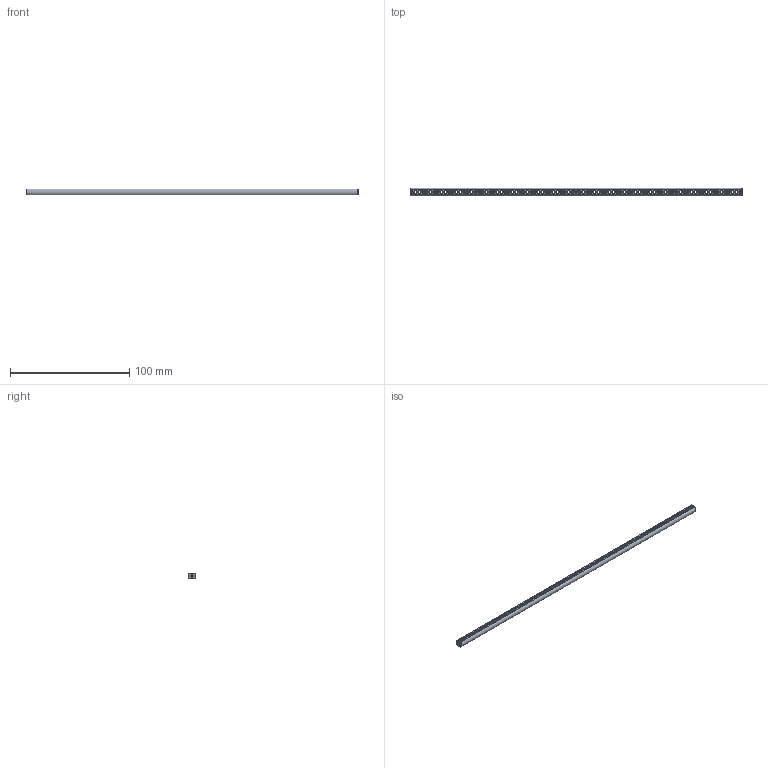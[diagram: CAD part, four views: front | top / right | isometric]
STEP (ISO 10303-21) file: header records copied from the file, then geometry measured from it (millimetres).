
FILE_DESCRIPTION(('FreeCAD Model'),'2;1');
FILE_NAME('Open CASCADE Shape Model','2024-06-18T15:54:02',(''),(''), 'Open CASCADE STEP processor 7.6','FreeCAD','Unknown');
FILE_SCHEMA(('AUTOMOTIVE_DESIGN { 1 0 10303 214 1 1 1 1 }'));
Length unit declared in the file: millimetre
Products named in the file (1): Shaft IDX BU22.25 - SPN-SFT-0209 (stemfie.org)
Bounding box: 278.12 x 6.6 x 5 mm (x, y, z)
Volume: 6348.3 mm3; surface area: 7983.2 mm2
Topology: 1 solids, 1 shells, 935 faces, 2888 edges, 1804 vertices
Faces by surface type: plane 305, cylinder 270, cone 182, extrusion 178
Full cylindrical faces by diameter (mm): 2 x268
Entity records: 33198 total; most frequent: CARTESIAN_POINT 6696, ORIENTED_EDGE 5776, DIRECTION 5320, EDGE_CURVE 2888, AXIS2_PLACEMENT_3D 1852, VERTEX_POINT 1804, VECTOR 1616, LINE 1438
